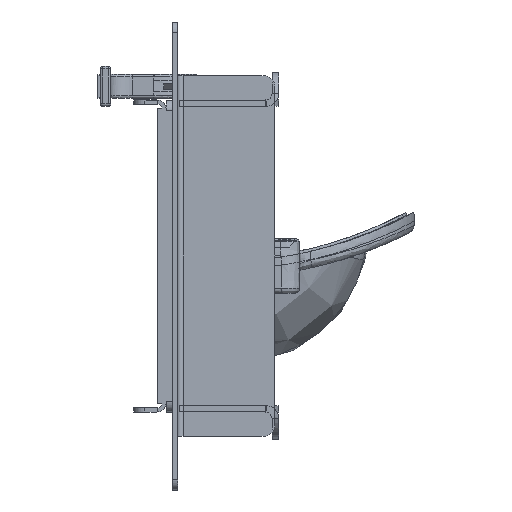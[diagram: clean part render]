
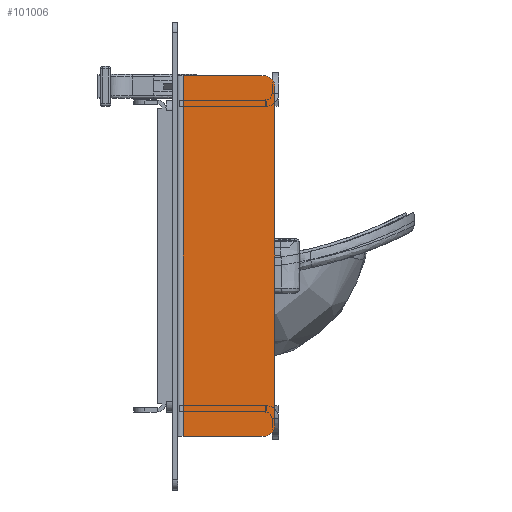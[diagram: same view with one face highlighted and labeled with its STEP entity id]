
A CAD part, left-side view. The second image highlights one B-rep face of the part: STEP entity #101006.
In plain terms, the highlighted planar face has unit normal (-1, 0, 0).
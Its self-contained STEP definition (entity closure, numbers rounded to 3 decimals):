
#100751=DIRECTION(' ',(-1.,0.,-0.));
#100756=CARTESIAN_POINT(' ',(0.,0.,33.5));
#100761=DIRECTION(' ',(0.,1.,0.));
#100766=AXIS2_PLACEMENT_3D(' ',#100756,#100751,#100761);
#100771=PLANE('',#100766);
#100776=CARTESIAN_POINT(' ',(0.,2.,31.5));
#100781=DIRECTION(' ',(-1.,0.,0.));
#100786=DIRECTION(' ',(0.,-1.,0.));
#100791=AXIS2_PLACEMENT_3D(' ',#100776,#100781,#100786);
#100796=CIRCLE('',#100791,2.);
#100801=CARTESIAN_POINT(' ',(0.,0.,31.5));
#100802=VERTEX_POINT(' ',#100801);
#100806=CARTESIAN_POINT(' ',(0.,2.,33.5));
#100807=VERTEX_POINT(' ',#100806);
#100811=EDGE_CURVE(' ',#100802,#100807,#100796,.T.);
#100816=ORIENTED_EDGE(' ',*,*,#100811,.T.);
#100821=CARTESIAN_POINT(' ',(0.,17.,33.5));
#100826=DIRECTION(' ',(0.,-1.,0.));
#100831=VECTOR(' ',#100826,1.);
#100836=LINE('',#100821,#100831);
#100841=CARTESIAN_POINT(' ',(0.,17.,33.5));
#100842=VERTEX_POINT(' ',#100841);
#100846=EDGE_CURVE(' ',#100842,#100807,#100836,.T.);
#100851=ORIENTED_EDGE(' ',*,*,#100846,.F.);
#100856=CARTESIAN_POINT(' ',(0.,17.,33.5));
#100861=DIRECTION(' ',(0.,0.,-1.));
#100866=VECTOR(' ',#100861,1.);
#100871=LINE('',#100856,#100866);
#100876=CARTESIAN_POINT(' ',(0.,17.,-33.5));
#100877=VERTEX_POINT(' ',#100876);
#100881=EDGE_CURVE(' ',#100842,#100877,#100871,.T.);
#100886=ORIENTED_EDGE(' ',*,*,#100881,.T.);
#100891=CARTESIAN_POINT(' ',(0.,17.,-33.5));
#100896=DIRECTION(' ',(0.,-1.,0.));
#100901=VECTOR(' ',#100896,1.);
#100906=LINE('',#100891,#100901);
#100911=CARTESIAN_POINT(' ',(0.,2.,-33.5));
#100912=VERTEX_POINT(' ',#100911);
#100916=EDGE_CURVE(' ',#100877,#100912,#100906,.T.);
#100921=ORIENTED_EDGE(' ',*,*,#100916,.T.);
#100926=CARTESIAN_POINT(' ',(0.,2.,-31.5));
#100931=DIRECTION(' ',(1.,0.,0.));
#100936=DIRECTION(' ',(0.,-1.,0.));
#100941=AXIS2_PLACEMENT_3D(' ',#100926,#100931,#100936);
#100946=CIRCLE('',#100941,2.);
#100951=CARTESIAN_POINT(' ',(0.,0.,-31.5));
#100952=VERTEX_POINT(' ',#100951);
#100956=EDGE_CURVE(' ',#100952,#100912,#100946,.T.);
#100961=ORIENTED_EDGE(' ',*,*,#100956,.F.);
#100966=CARTESIAN_POINT(' ',(0.,0.,-31.5));
#100971=DIRECTION(' ',(0.,0.,1.));
#100976=VECTOR(' ',#100971,1.);
#100981=LINE('',#100966,#100976);
#100986=EDGE_CURVE(' ',#100952,#100802,#100981,.T.);
#100991=ORIENTED_EDGE(' ',*,*,#100986,.T.);
#100996=EDGE_LOOP(' ',(#100816,#100851,#100886,#100921,#100961,#100991));
#101001=FACE_OUTER_BOUND(' ',#100996,.T.);
#101006=ADVANCED_FACE('',(#101001),#100771,.T.);
